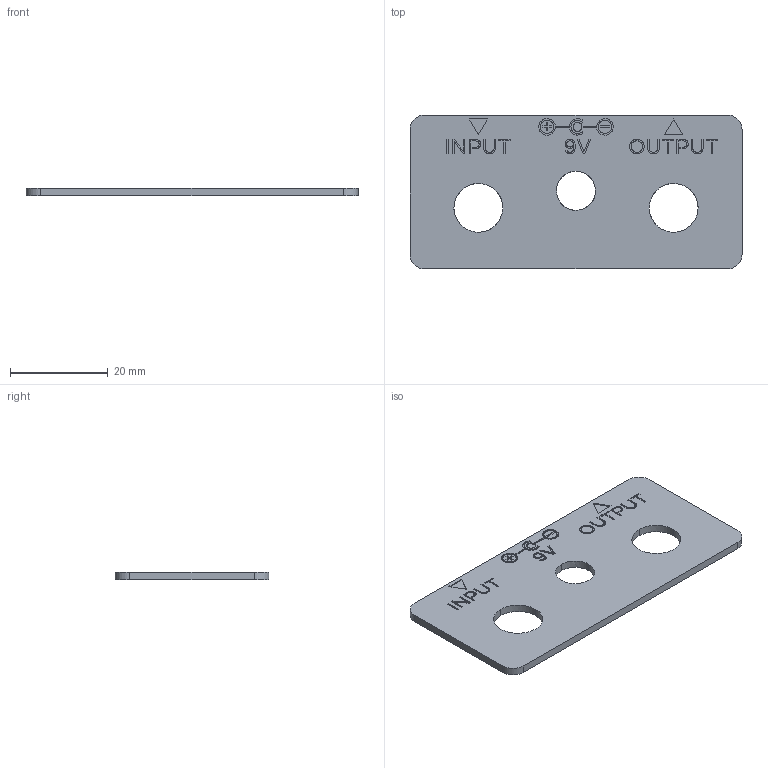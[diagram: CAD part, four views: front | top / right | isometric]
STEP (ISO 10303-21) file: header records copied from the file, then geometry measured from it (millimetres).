
FILE_DESCRIPTION(('FreeCAD Model'),'2;1');
FILE_NAME('Open CASCADE Shape Model','2023-07-16T15:32:25',(''),(''), 'Open CASCADE STEP processor 7.6','FreeCAD','Unknown');
FILE_SCHEMA(('AUTOMOTIVE_DESIGN { 1 0 10303 214 1 1 1 1 }'));
Length unit declared in the file: millimetre
Products named in the file (1): Body
Bounding box: 68 x 31.5 x 1.6 mm (x, y, z)
Volume: 3072.1 mm3; surface area: 4360.4 mm2
Topology: 1 solids, 1 shells, 296 faces, 807 edges, 538 vertices
Faces by surface type: extrusion 261, plane 31, cylinder 4
Entity records: 10066 total; most frequent: CARTESIAN_POINT 3583, ORIENTED_EDGE 1614, EDGE_CURVE 807, B_SPLINE_CURVE_WITH_KNOTS 759, DIRECTION 626, VERTEX_POINT 538, VECTOR 538, FACE_BOUND 327
